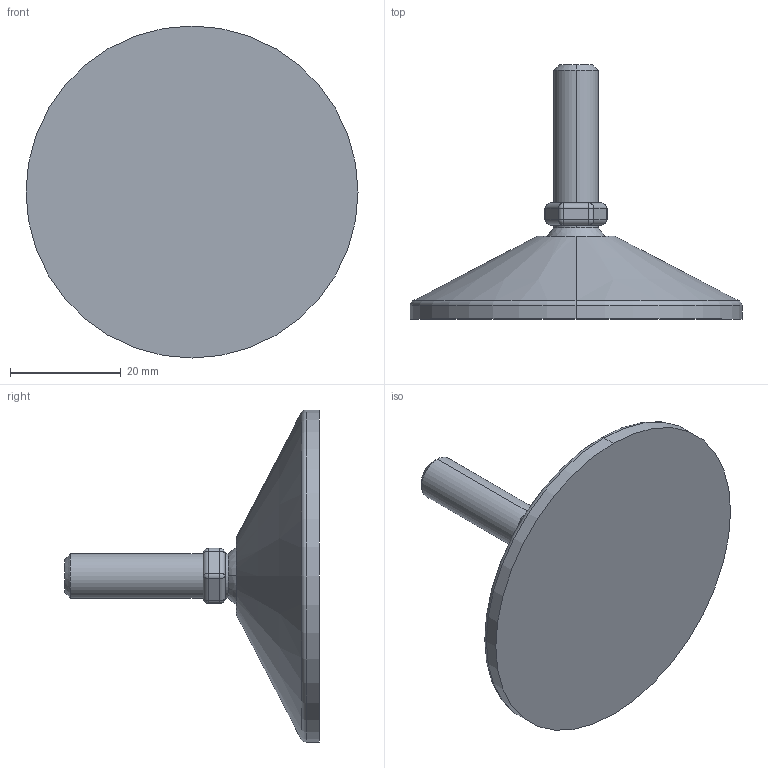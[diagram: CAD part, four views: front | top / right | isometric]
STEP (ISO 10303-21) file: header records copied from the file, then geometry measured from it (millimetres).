
FILE_DESCRIPTION (( 'STEP AP214' ), '1' );
FILE_NAME ('A951 Îïîðà ðåçüáîâàÿ, øàðíèðíàÿ, Ô60 Ì8õ25.STEP', '2025-12-30T12:27:53', ( '' ), ( '' ), 'SwSTEP 2.0', 'SolidWorks 2025', '' );
FILE_SCHEMA (( 'AUTOMOTIVE_DESIGN' ));
Length unit declared in the file: millimetre
Products named in the file (3): A951 Резьба_00; A951 Опора Ф60 М8х25_00; A951 Опора резьбовая, шарнирная, Ф60 М8х25
Assembly tree (2 placements, depth 2):
  A951 Опора резьбовая, шарнирная, Ф60 М8х25
    A951 Опора Ф60 М8х25_00
    A951 Резьба_00
Bounding box: 60 x 46 x 60 mm (x, y, z)
Volume: 24739.1 mm3; surface area: 8042 mm2
Topology: 2 solids, 2 shells, 67 faces, 150 edges, 78 vertices
Faces by surface type: cylinder 24, plane 21, sphere 16, cone 4, torus 2
Entity records: 1778 total; most frequent: DIRECTION 346, CARTESIAN_POINT 270, ORIENTED_EDGE 260, AXIS2_PLACEMENT_3D 144, EDGE_CURVE 130, CIRCLE 72, VERTEX_POINT 68, EDGE_LOOP 68
